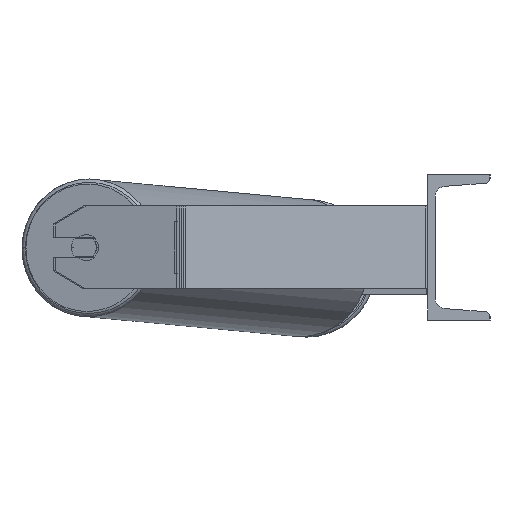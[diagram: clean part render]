
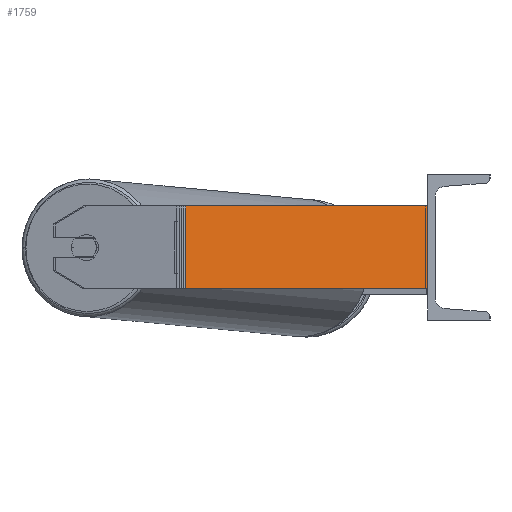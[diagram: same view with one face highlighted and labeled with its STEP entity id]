
A CAD part, left-side view. The second image highlights one B-rep face of the part: STEP entity #1759.
In plain terms, the highlighted planar face has unit normal (-0.966, -0.259, 0).
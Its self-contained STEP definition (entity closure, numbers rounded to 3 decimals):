
#337 = EDGE_LOOP ( 'NONE', ( #5248, #6592, #2498, #8731 ) ) ;
#345 = CARTESIAN_POINT ( 'NONE',  ( -1248.726, 237.829, 40. ) ) ;
#489 = LINE ( 'NONE', #345, #5099 ) ;
#759 = LINE ( 'NONE', #2117, #8926 ) ;
#1759 = ADVANCED_FACE ( 'NONE', ( #8167 ), #5945, .F. ) ;
#1855 = EDGE_CURVE ( 'NONE', #8052, #5488, #489, .T. ) ;
#1857 = DIRECTION ( 'NONE',  ( 0.966, 0.259, 0. ) ) ;
#2117 = CARTESIAN_POINT ( 'NONE',  ( -1247.617, 233.688, 40. ) ) ;
#2371 = CARTESIAN_POINT ( 'NONE',  ( -1185., 0., 40. ) ) ;
#2498 = ORIENTED_EDGE ( 'NONE', *, *, #1855, .F. ) ;
#2859 = CARTESIAN_POINT ( 'NONE',  ( -1185., 0., 40. ) ) ;
#3139 = DIRECTION ( 'NONE',  ( 0.259, -0.966, 0. ) ) ;
#3147 = VERTEX_POINT ( 'NONE', #4344 ) ;
#3470 = AXIS2_PLACEMENT_3D ( 'NONE', #4597, #1857, #7554 ) ;
#3519 = CARTESIAN_POINT ( 'NONE',  ( -1247.617, 233.688, -40. ) ) ;
#3916 = CARTESIAN_POINT ( 'NONE',  ( -1247.617, 233.688, 40. ) ) ;
#4339 = LINE ( 'NONE', #5713, #8546 ) ;
#4344 = CARTESIAN_POINT ( 'NONE',  ( -1185., 0., -40. ) ) ;
#4597 = CARTESIAN_POINT ( 'NONE',  ( -1248.726, 237.829, 40. ) ) ;
#5099 = VECTOR ( 'NONE', #3139, 1000. ) ;
#5248 = ORIENTED_EDGE ( 'NONE', *, *, #5319, .T. ) ;
#5319 = EDGE_CURVE ( 'NONE', #6816, #3147, #4339, .T. ) ;
#5488 = VERTEX_POINT ( 'NONE', #2859 ) ;
#5713 = CARTESIAN_POINT ( 'NONE',  ( -1248.726, 237.829, -40. ) ) ;
#5866 = VECTOR ( 'NONE', #6478, 1000. ) ;
#5945 = PLANE ( 'NONE',  #3470 ) ;
#6238 = EDGE_CURVE ( 'NONE', #5488, #3147, #8708, .T. ) ;
#6478 = DIRECTION ( 'NONE',  ( 0., 0., -1. ) ) ;
#6528 = DIRECTION ( 'NONE',  ( 0., 0., -1. ) ) ;
#6592 = ORIENTED_EDGE ( 'NONE', *, *, #6238, .F. ) ;
#6816 = VERTEX_POINT ( 'NONE', #3519 ) ;
#7554 = DIRECTION ( 'NONE',  ( -0.259, 0.966, 0. ) ) ;
#8005 = DIRECTION ( 'NONE',  ( 0.259, -0.966, 0. ) ) ;
#8052 = VERTEX_POINT ( 'NONE', #3916 ) ;
#8167 = FACE_OUTER_BOUND ( 'NONE', #337, .T. ) ;
#8394 = EDGE_CURVE ( 'NONE', #8052, #6816, #759, .T. ) ;
#8546 = VECTOR ( 'NONE', #8005, 1000. ) ;
#8708 = LINE ( 'NONE', #2371, #5866 ) ;
#8731 = ORIENTED_EDGE ( 'NONE', *, *, #8394, .T. ) ;
#8926 = VECTOR ( 'NONE', #6528, 1000. ) ;
